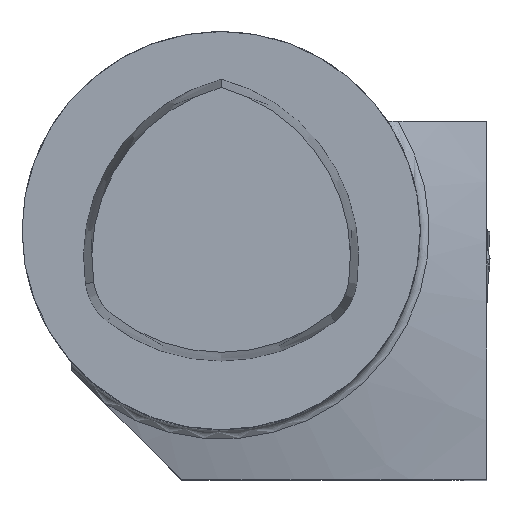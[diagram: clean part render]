
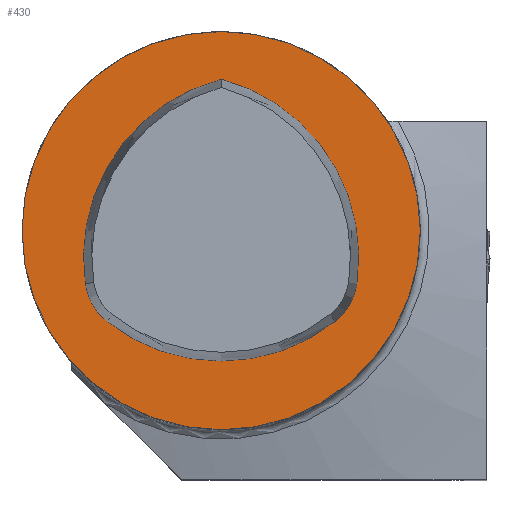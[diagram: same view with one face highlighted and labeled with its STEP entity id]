
A CAD part, top view. The second image highlights one B-rep face of the part: STEP entity #430.
In plain terms, the highlighted planar face has unit normal (0, 0, 1).
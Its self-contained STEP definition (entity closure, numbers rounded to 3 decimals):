
#430=ADVANCED_FACE('',(#574),#506,.T.);
#506=PLANE('',#1611);
#574=FACE_OUTER_BOUND('',#662,.T.);
#662=EDGE_LOOP('',(#873));
#873=ORIENTED_EDGE('',*,*,#1358,.T.);
#1207=VERTEX_POINT('',#2328);
#1358=EDGE_CURVE('',#1207,#1207,#1514,.T.);
#1514=CIRCLE('',#1592,20.);
#1592=AXIS2_PLACEMENT_3D('',#2327,#1817,#1818);
#1611=AXIS2_PLACEMENT_3D('',#2404,#1881,#1882);
#1817=DIRECTION('',(0.,0.,1.));
#1818=DIRECTION('',(-1.,0.,0.));
#1881=DIRECTION('',(0.,0.,1.));
#1882=DIRECTION('',(-1.,0.,0.));
#2327=CARTESIAN_POINT('',(0.,0.,0.));
#2328=CARTESIAN_POINT('',(-20.,0.,0.));
#2404=CARTESIAN_POINT('',(0.,0.,0.));
